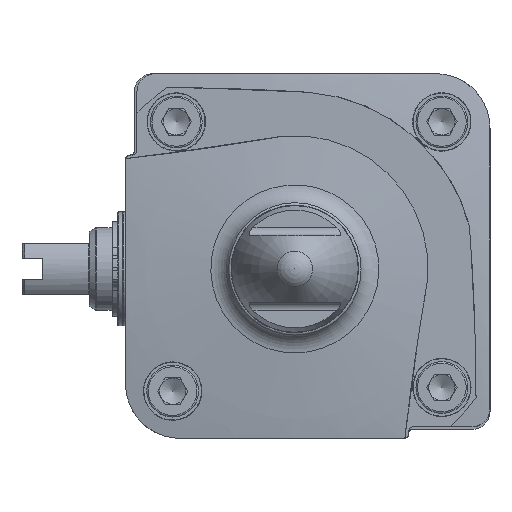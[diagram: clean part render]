
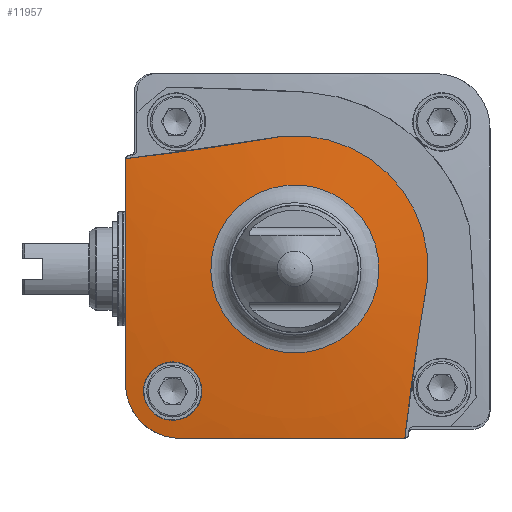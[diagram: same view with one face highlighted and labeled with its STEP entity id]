
A CAD part, left-side view. The second image highlights one B-rep face of the part: STEP entity #11957.
In plain terms, the highlighted toroidal (fillet/blend) face has major radius 18.14 mm and minor radius 362.53 mm.
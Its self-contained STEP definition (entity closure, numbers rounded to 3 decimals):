
#133=DEGENERATE_TOROIDAL_SURFACE('',#12597,18.14,362.53,
 .F.);
#537=CIRCLE('',#12598,16.234);
#538=CIRCLE('',#12599,25.75);
#2513=ORIENTED_EDGE('',*,*,#4755,.T.);
#2514=ORIENTED_EDGE('',*,*,#4756,.T.);
#2515=ORIENTED_EDGE('',*,*,#4757,.T.);
#2516=ORIENTED_EDGE('',*,*,#4758,.F.);
#2517=ORIENTED_EDGE('',*,*,#4759,.T.);
#2518=ORIENTED_EDGE('',*,*,#4760,.T.);
#2519=ORIENTED_EDGE('',*,*,#4761,.T.);
#2520=ORIENTED_EDGE('',*,*,#4762,.T.);
#2521=ORIENTED_EDGE('',*,*,#4763,.T.);
#2522=ORIENTED_EDGE('',*,*,#4764,.T.);
#4755=EDGE_CURVE('',#5844,#5844,#537,.T.);
#4756=EDGE_CURVE('',#5845,#5846,#6513,.T.);
#4757=EDGE_CURVE('',#5846,#5847,#6514,.T.);
#4758=EDGE_CURVE('',#5848,#5847,#538,.T.);
#4759=EDGE_CURVE('',#5848,#5849,#6515,.T.);
#4760=EDGE_CURVE('',#5849,#5850,#6516,.T.);
#4761=EDGE_CURVE('',#5850,#5851,#6517,.T.);
#4762=EDGE_CURVE('',#5851,#5852,#6518,.T.);
#4763=EDGE_CURVE('',#5852,#5845,#6519,.T.);
#4764=EDGE_CURVE('',#5853,#5853,#6520,.T.);
#5844=VERTEX_POINT('',#17173);
#5845=VERTEX_POINT('',#17178);
#5846=VERTEX_POINT('',#17179);
#5847=VERTEX_POINT('',#17184);
#5848=VERTEX_POINT('',#17186);
#5849=VERTEX_POINT('',#17191);
#5850=VERTEX_POINT('',#17196);
#5851=VERTEX_POINT('',#17202);
#5852=VERTEX_POINT('',#17210);
#5853=VERTEX_POINT('',#17227);
#6513=B_SPLINE_CURVE_WITH_KNOTS('',3,(#17174,#17175,#17176,#17177),
 .UNSPECIFIED.,.F.,.F.,(4,4),(0.,0.),
 .UNSPECIFIED.);
#6514=B_SPLINE_CURVE_WITH_KNOTS('',3,(#17180,#17181,#17182,#17183),
 .UNSPECIFIED.,.F.,.F.,(4,4),(0.,0.031),
 .UNSPECIFIED.);
#6515=B_SPLINE_CURVE_WITH_KNOTS('',3,(#17187,#17188,#17189,#17190),
 .UNSPECIFIED.,.F.,.F.,(4,4),(0.,0.031),
 .UNSPECIFIED.);
#6516=B_SPLINE_CURVE_WITH_KNOTS('',3,(#17192,#17193,#17194,#17195),
 .UNSPECIFIED.,.F.,.F.,(4,4),(0.001,0.002),
 .UNSPECIFIED.);
#6517=B_SPLINE_CURVE_WITH_KNOTS('',3,(#17197,#17198,#17199,#17200,#17201),
 .UNSPECIFIED.,.F.,.F.,(4,1,4),(2.191,2.212,2.234),
 .UNSPECIFIED.);
#6518=B_SPLINE_CURVE_WITH_KNOTS('',3,(#17203,#17204,#17205,#17206,#17207,
#17208,#17209),.UNSPECIFIED.,.F.,.F.,(4,1,1,1,4),(0.,0.004,
0.008,0.012,0.016),
 .UNSPECIFIED.);
#6519=B_SPLINE_CURVE_WITH_KNOTS('',3,(#17211,#17212,#17213,#17214,#17215),
 .UNSPECIFIED.,.F.,.F.,(4,1,4),(2.191,2.212,2.234),
 .UNSPECIFIED.);
#6520=B_SPLINE_CURVE_WITH_KNOTS('',3,(#17216,#17217,#17218,#17219,#17220,
#17221,#17222,#17223,#17224,#17225,#17226),.UNSPECIFIED.,.T.,.F.,(1,1,1,
1,1,1,1,1,1,1,1,1,1,1,1),(-0.013,-0.009,-0.004,
0.,0.004,0.009,0.013,0.018,
0.022,0.027,0.031,0.035,
0.04,0.044,0.049),.UNSPECIFIED.);
#6669=EDGE_LOOP('',(#2513));
#6670=EDGE_LOOP('',(#2514,#2515,#2516,#2517,#2518,#2519,#2520,#2521));
#6671=EDGE_LOOP('',(#2522));
#7369=FACE_BOUND('',#6669,.T.);
#7370=FACE_BOUND('',#6670,.T.);
#7371=FACE_BOUND('',#6671,.T.);
#11957=ADVANCED_FACE('',(#7369,#7370,#7371),#133,.F.);
#12597=AXIS2_PLACEMENT_3D('',#17171,#13942,#13943);
#12598=AXIS2_PLACEMENT_3D('',#17172,#13944,#13945);
#12599=AXIS2_PLACEMENT_3D('',#17185,#13946,#13947);
#13942=DIRECTION('',(1.,0.,0.));
#13943=DIRECTION('',(0.,0.,-1.));
#13944=DIRECTION('',(1.,0.,0.));
#13945=DIRECTION('',(0.,0.,-1.));
#13946=DIRECTION('',(1.,0.,0.));
#13947=DIRECTION('',(0.,0.,-1.));
#17171=CARTESIAN_POINT('',(282.96,0.,0.));
#17172=CARTESIAN_POINT('',(-77.937,0.,0.));
#17173=CARTESIAN_POINT('',(-77.937,0.,-16.234));
#17174=CARTESIAN_POINT('',(-75.064,-20.96,-32.7));
#17175=CARTESIAN_POINT('',(-75.055,-21.06,-32.7));
#17176=CARTESIAN_POINT('',(-75.049,-21.157,-32.686));
#17177=CARTESIAN_POINT('',(-75.044,-21.252,-32.658));
#17178=CARTESIAN_POINT('',(-75.064,-20.96,-32.7));
#17179=CARTESIAN_POINT('',(-75.044,-21.252,-32.658));
#17180=CARTESIAN_POINT('',(-75.044,-21.252,-32.658));
#17181=CARTESIAN_POINT('',(-76.314,-22.438,-22.389));
#17182=CARTESIAN_POINT('',(-77.028,-23.912,-12.127));
#17183=CARTESIAN_POINT('',(-76.903,-25.683,-1.858));
#17184=CARTESIAN_POINT('',(-76.903,-25.683,-1.858));
#17185=CARTESIAN_POINT('',(-76.903,0.,0.));
#17186=CARTESIAN_POINT('',(-76.903,2.398,25.638));
#17187=CARTESIAN_POINT('',(-76.903,2.398,25.638));
#17188=CARTESIAN_POINT('',(-76.999,12.476,23.91));
#17189=CARTESIAN_POINT('',(-76.287,22.564,22.466));
#17190=CARTESIAN_POINT('',(-75.042,32.642,21.303));
#17191=CARTESIAN_POINT('',(-75.042,32.642,21.303));
#17192=CARTESIAN_POINT('',(-75.042,32.642,21.303));
#17193=CARTESIAN_POINT('',(-75.047,32.68,21.194));
#17194=CARTESIAN_POINT('',(-75.054,32.7,21.077));
#17195=CARTESIAN_POINT('',(-75.064,32.7,20.96));
#17196=CARTESIAN_POINT('',(-75.064,32.7,20.96));
#17197=CARTESIAN_POINT('',(-75.064,32.7,20.96));
#17198=CARTESIAN_POINT('',(-75.68,32.7,13.785));
#17199=CARTESIAN_POINT('',(-76.331,32.7,-0.63));
#17200=CARTESIAN_POINT('',(-75.603,32.7,-15.03));
#17201=CARTESIAN_POINT('',(-74.955,32.7,-22.2));
#17202=CARTESIAN_POINT('',(-74.955,32.7,-22.2));
#17203=CARTESIAN_POINT('',(-74.955,32.7,-22.2));
#17204=CARTESIAN_POINT('',(-74.829,32.7,-23.583));
#17205=CARTESIAN_POINT('',(-74.634,32.155,-26.312));
#17206=CARTESIAN_POINT('',(-74.53,29.821,-29.817));
#17207=CARTESIAN_POINT('',(-74.633,26.326,-32.15));
#17208=CARTESIAN_POINT('',(-74.829,23.583,-32.7));
#17209=CARTESIAN_POINT('',(-74.955,22.2,-32.7));
#17210=CARTESIAN_POINT('',(-74.955,22.2,-32.7));
#17211=CARTESIAN_POINT('',(-74.955,22.2,-32.7));
#17212=CARTESIAN_POINT('',(-75.604,15.025,-32.7));
#17213=CARTESIAN_POINT('',(-76.331,0.612,-32.7));
#17214=CARTESIAN_POINT('',(-75.68,-13.788,-32.7));
#17215=CARTESIAN_POINT('',(-75.064,-20.96,-32.7));
#17216=CARTESIAN_POINT('',(-76.48,17.334,-23.481));
#17217=CARTESIAN_POINT('',(-75.837,19.081,-27.922));
#17218=CARTESIAN_POINT('',(-75.217,23.44,-29.852));
#17219=CARTESIAN_POINT('',(-74.952,27.929,-28.124));
#17220=CARTESIAN_POINT('',(-75.191,29.857,-23.705));
#17221=CARTESIAN_POINT('',(-75.8,28.104,-19.266));
#17222=CARTESIAN_POINT('',(-76.45,23.757,-17.339));
#17223=CARTESIAN_POINT('',(-76.754,19.263,-19.063));
#17224=CARTESIAN_POINT('',(-76.48,17.334,-23.481));
#17225=CARTESIAN_POINT('',(-75.837,19.081,-27.922));
#17226=CARTESIAN_POINT('',(-75.217,23.44,-29.852));
#17227=CARTESIAN_POINT('',(-75.841,19.517,-27.504));
